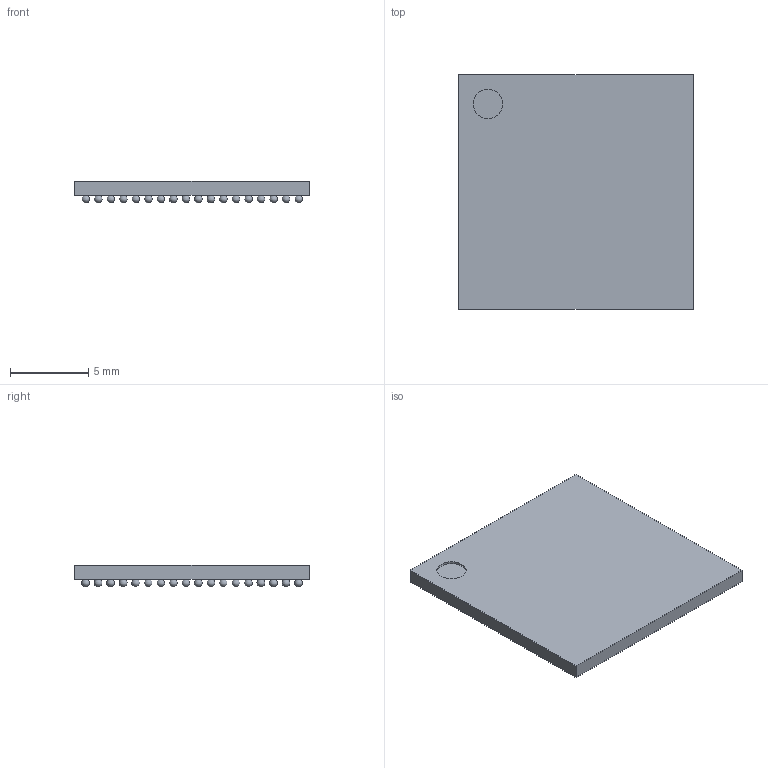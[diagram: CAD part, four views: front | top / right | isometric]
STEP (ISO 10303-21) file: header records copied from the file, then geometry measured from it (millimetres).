
FILE_DESCRIPTION(('FreeCAD Model'),'2;1');
FILE_NAME('17634733.1.1.stp','2023-03-23T13:23:56',( 'Author'),(''),'Open CASCADE STEP processor 6.9','FreeCAD','Unknown' );
FILE_SCHEMA(('AUTOMOTIVE_DESIGN { 1 0 10303 214 1 1 1 1 }'));
Length unit declared in the file: millimetre
Products named in the file (3): ASSEMBLY; Array; Body
Assembly tree (2 placements, depth 2):
  ASSEMBLY
    Array
    Body
Bounding box: 15 x 15 x 1.4 mm (x, y, z)
Volume: 223.3 mm3; surface area: 759.3 mm2
Topology: 325 solids, 325 shells, 332 faces, 987 edges, 658 vertices
Faces by surface type: sphere 324, plane 7, cylinder 1
Full cylindrical faces by diameter (mm): 1.875 x1
Entity records: 7259 total; most frequent: DIRECTION 717, CARTESIAN_POINT 714, AXIS2_PLACEMENT_3D 337, VERTEX_POINT 334, FACE_BOUND 333, ADVANCED_FACE 332, MANIFOLD_SOLID_BREP 325, CLOSED_SHELL 325
